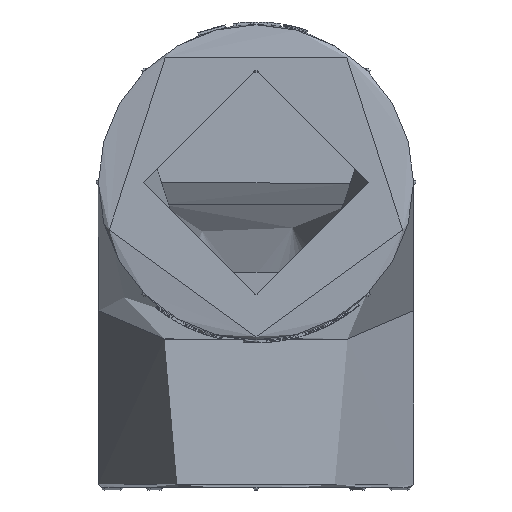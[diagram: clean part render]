
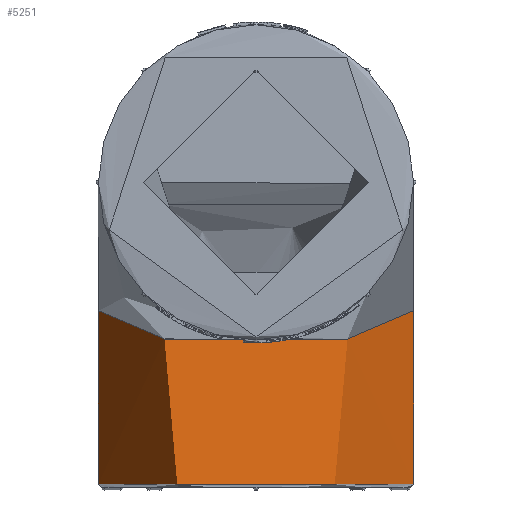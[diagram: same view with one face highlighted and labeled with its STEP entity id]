
A CAD part, front view. The second image highlights one B-rep face of the part: STEP entity #5251.
In plain terms, the highlighted cylindrical face has radius 14.25 mm (diameter 28.5 mm), a full revolution.
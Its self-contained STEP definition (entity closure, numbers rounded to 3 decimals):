
#1707=FACE_BOUND('',#9219,.T.);
#1708=FACE_BOUND('',#9220,.T.);
#1793=CYLINDRICAL_SURFACE('',#35398,14.25);
#5135=B_SPLINE_CURVE_WITH_KNOTS('',3,(#54771,#54772,#54773,#54774,#54775,
#54776),.UNSPECIFIED.,.F.,.F.,(4,2,4),(0.,0.5,1.),.UNSPECIFIED.);
#5136=B_SPLINE_CURVE_WITH_KNOTS('',3,(#54778,#54779,#54780,#54781,#54782,
#54783,#54784,#54785,#54786,#54787,#54788,#54789,#54790,#54791,#54792,#54793,
#54794,#54795,#54796,#54797,#54798,#54799,#54800,#54801,#54802,#54803,#54804,
#54805,#54806,#54807,#54808,#54809,#54810,#54811),.UNSPECIFIED.,.F.,.F.,
(4,2,2,2,2,2,2,2,2,2,2,2,2,2,2,2,4),(0.,0.25,0.281,
0.297,0.313,0.375,0.5,
0.563,0.57,0.578,0.594,
0.625,0.75,0.781,0.813,
0.875,1.),.UNSPECIFIED.);
#5137=B_SPLINE_CURVE_WITH_KNOTS('',3,(#54813,#54814,#54815,#54816,#54817,
#54818),.UNSPECIFIED.,.F.,.F.,(4,2,4),(0.,0.5,1.),.UNSPECIFIED.);
#5251=ADVANCED_FACE('',(#1707,#1708),#1793,.T.);
#9219=EDGE_LOOP('',(#11592));
#9220=EDGE_LOOP('',(#11593,#11594,#11595,#11596));
#11239=CIRCLE('',#35394,14.25);
#11240=CIRCLE('',#35396,14.25);
#11592=ORIENTED_EDGE('',*,*,#26132,.T.);
#11593=ORIENTED_EDGE('',*,*,#26141,.F.);
#11594=ORIENTED_EDGE('',*,*,#26140,.F.);
#11595=ORIENTED_EDGE('',*,*,#26133,.F.);
#11596=ORIENTED_EDGE('',*,*,#26142,.F.);
#22475=VERTEX_POINT('',#54438);
#22476=VERTEX_POINT('',#54441);
#22477=VERTEX_POINT('',#54442);
#22482=VERTEX_POINT('',#54777);
#22483=VERTEX_POINT('',#54812);
#26132=EDGE_CURVE('',#22475,#22475,#11239,.T.);
#26133=EDGE_CURVE('',#22476,#22477,#11240,.T.);
#26140=EDGE_CURVE('',#22477,#22482,#5135,.T.);
#26141=EDGE_CURVE('',#22482,#22483,#5136,.T.);
#26142=EDGE_CURVE('',#22483,#22476,#5137,.T.);
#35394=AXIS2_PLACEMENT_3D('',#54437,#39253,#39254);
#35396=AXIS2_PLACEMENT_3D('',#54440,#39257,#39258);
#35398=AXIS2_PLACEMENT_3D('',#58614,#39261,#39262);
#39253=DIRECTION('',(0.,0.,1.));
#39254=DIRECTION('',(-1.,0.,0.));
#39257=DIRECTION('',(0.,0.,1.));
#39258=DIRECTION('',(1.,0.,0.));
#39261=DIRECTION('',(0.,0.,1.));
#39262=DIRECTION('',(1.,0.,0.));
#54437=CARTESIAN_POINT('',(0.,-75.,-13.951));
#54438=CARTESIAN_POINT('',(-14.25,-75.,-13.951));
#54440=CARTESIAN_POINT('',(0.,-75.,1.75));
#54441=CARTESIAN_POINT('',(14.25,-75.,1.75));
#54442=CARTESIAN_POINT('',(-14.25,-75.,1.75));
#54771=CARTESIAN_POINT('',(-14.25,-75.,1.75));
#54772=CARTESIAN_POINT('',(-14.25,-77.245,1.254));
#54773=CARTESIAN_POINT('',(-13.711,-79.49,0.758));
#54774=CARTESIAN_POINT('',(-11.653,-83.506,-0.13));
#54775=CARTESIAN_POINT('',(-10.133,-85.275,-0.521));
#54776=CARTESIAN_POINT('',(-8.277,-86.6,-0.814));
#54777=CARTESIAN_POINT('',(-8.277,-86.6,-0.814));
#54778=CARTESIAN_POINT('',(-8.277,-86.6,-0.814));
#54779=CARTESIAN_POINT('',(-7.195,-87.372,-0.985));
#54780=CARTESIAN_POINT('',(-5.899,-88.067,-1.143));
#54781=CARTESIAN_POINT('',(-4.209,-88.615,-1.266));
#54782=CARTESIAN_POINT('',(-4.018,-88.673,-1.279));
#54783=CARTESIAN_POINT('',(-3.727,-88.754,-1.297));
#54784=CARTESIAN_POINT('',(-3.727,-88.754,-1.297));
#54785=CARTESIAN_POINT('',(-3.692,-88.763,-1.299));
#54786=CARTESIAN_POINT('',(-3.67,-88.769,-1.3));
#54787=CARTESIAN_POINT('',(-3.539,-88.804,-1.308));
#54788=CARTESIAN_POINT('',(-3.366,-88.849,-1.317));
#54789=CARTESIAN_POINT('',(-2.638,-89.013,-1.351));
#54790=CARTESIAN_POINT('',(-1.869,-89.167,-1.383));
#54791=CARTESIAN_POINT('',(-0.279,-89.257,-1.4));
#54792=CARTESIAN_POINT('',(0.323,-89.262,-1.4));
#54793=CARTESIAN_POINT('',(1.077,-89.21,-1.386));
#54794=CARTESIAN_POINT('',(1.162,-89.203,-1.385));
#54795=CARTESIAN_POINT('',(1.333,-89.188,-1.381));
#54796=CARTESIAN_POINT('',(1.31,-89.19,-1.381));
#54797=CARTESIAN_POINT('',(1.364,-89.185,-1.38));
#54798=CARTESIAN_POINT('',(1.404,-89.181,-1.379));
#54799=CARTESIAN_POINT('',(1.538,-89.167,-1.376));
#54800=CARTESIAN_POINT('',(1.644,-89.155,-1.373));
#54801=CARTESIAN_POINT('',(2.261,-89.079,-1.356));
#54802=CARTESIAN_POINT('',(3.03,-88.964,-1.33));
#54803=CARTESIAN_POINT('',(4.288,-88.592,-1.248));
#54804=CARTESIAN_POINT('',(4.555,-88.506,-1.23));
#54805=CARTESIAN_POINT('',(5.113,-88.305,-1.186));
#54806=CARTESIAN_POINT('',(5.212,-88.264,-1.177));
#54807=CARTESIAN_POINT('',(5.703,-88.064,-1.134));
#54808=CARTESIAN_POINT('',(6.031,-87.916,-1.102));
#54809=CARTESIAN_POINT('',(7.008,-87.429,-0.996));
#54810=CARTESIAN_POINT('',(7.652,-87.046,-0.913));
#54811=CARTESIAN_POINT('',(8.277,-86.6,-0.814));
#54812=CARTESIAN_POINT('',(8.277,-86.6,-0.814));
#54813=CARTESIAN_POINT('',(8.277,-86.6,-0.814));
#54814=CARTESIAN_POINT('',(10.133,-85.275,-0.521));
#54815=CARTESIAN_POINT('',(11.653,-83.507,-0.13));
#54816=CARTESIAN_POINT('',(13.711,-79.49,0.758));
#54817=CARTESIAN_POINT('',(14.25,-77.245,1.254));
#54818=CARTESIAN_POINT('',(14.25,-75.,1.75));
#58614=CARTESIAN_POINT('',(0.,-75.,-14.25));
